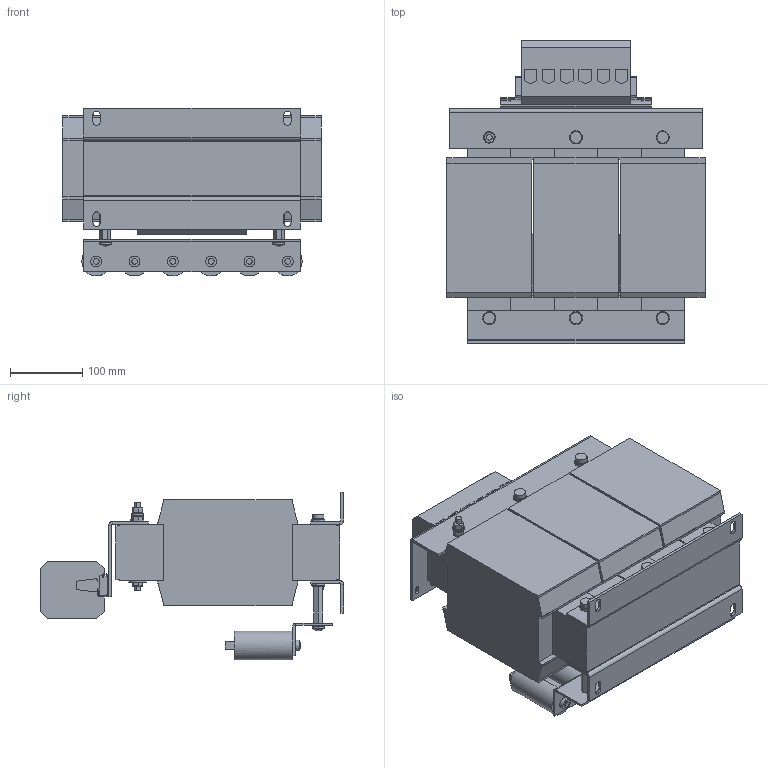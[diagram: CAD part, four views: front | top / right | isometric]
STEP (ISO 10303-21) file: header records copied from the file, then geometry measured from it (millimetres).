
FILE_DESCRIPTION (( 'STEP AP214' ), '1' );
FILE_NAME ('147010.STEP', '2021-04-09T09:15:41', ( '' ), ( '' ), 'SwSTEP 2.0', 'SolidWorks 2018', '' );
FILE_SCHEMA (( 'AUTOMOTIVE_DESIGN' ));
Length unit declared in the file: millimetre
Products named in the file (1): 147010
Bounding box: 357 x 419.2 x 232.05 mm (x, y, z)
Volume: 14526835.7 mm3; surface area: 931953.4 mm2
Topology: 1 solids, 1 shells, 748 faces, 1903 edges, 1214 vertices
Faces by surface type: plane 544, cylinder 152, bspline 20, cone 18, torus 10, sphere 4
Entity records: 22833 total; most frequent: CARTESIAN_POINT 4683, ORIENTED_EDGE 3794, DIRECTION 3655, EDGE_CURVE 1897, VECTOR 1427, LINE 1427, VERTEX_POINT 1212, AXIS2_PLACEMENT_3D 1114
